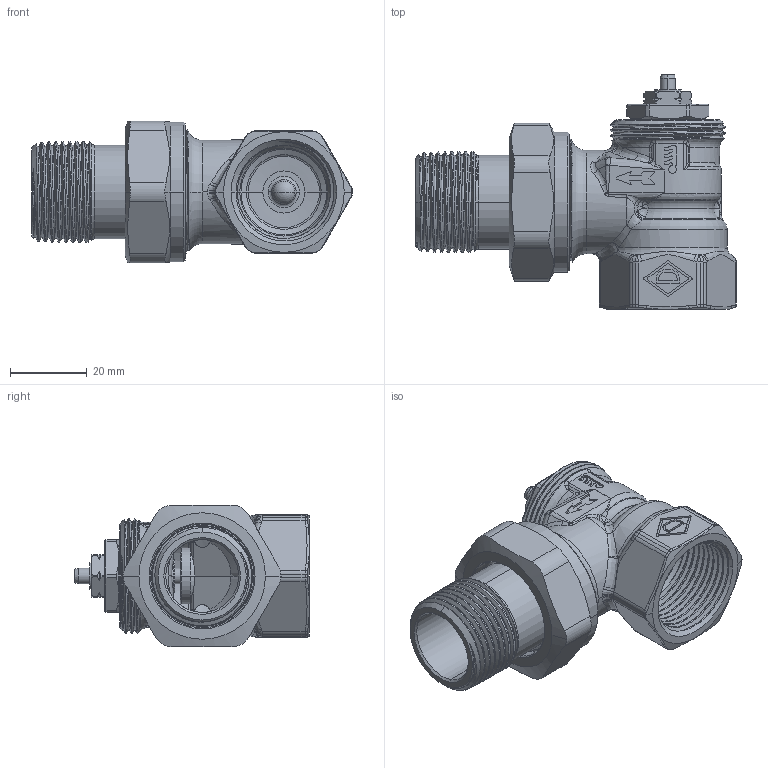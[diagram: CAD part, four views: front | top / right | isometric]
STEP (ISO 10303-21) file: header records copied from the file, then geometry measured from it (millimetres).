
FILE_DESCRIPTION((''),'2;1');
FILE_NAME('2201-03-000-GEWINDE-O_SW0002','2015-08-05T',('marann'),(''),'PRO/ENGINEER BY PARAMETRIC TECHNOLOGY CORPORATION, 2011490','PRO/ENGINEER BY PARAMETRIC TECHNOLOGY CORPORATION, 2011490','');
FILE_SCHEMA(('CONFIG_CONTROL_DESIGN'));
Products named in the file (1): 2201-03-000-GEWINDE-O_SW0002
Bounding box: 83.65 x 61.3 x 37 mm (x, y, z)
Volume: 41032.8 mm3; surface area: 26980.1 mm2
Topology: 1 solids, 1 shells, 999 faces, 2497 edges, 1529 vertices
Faces by surface type: cylinder 269, bspline 259, plane 238, cone 120, torus 95, sphere 18
Entity records: 58872 total; most frequent: CARTESIAN_POINT 37292, ORIENTED_EDGE 4978, DIRECTION 3837, EDGE_CURVE 2489, VERTEX_POINT 1529, AXIS2_PLACEMENT_3D 1517, EDGE_LOOP 1042, FACE_OUTER_BOUND 999
